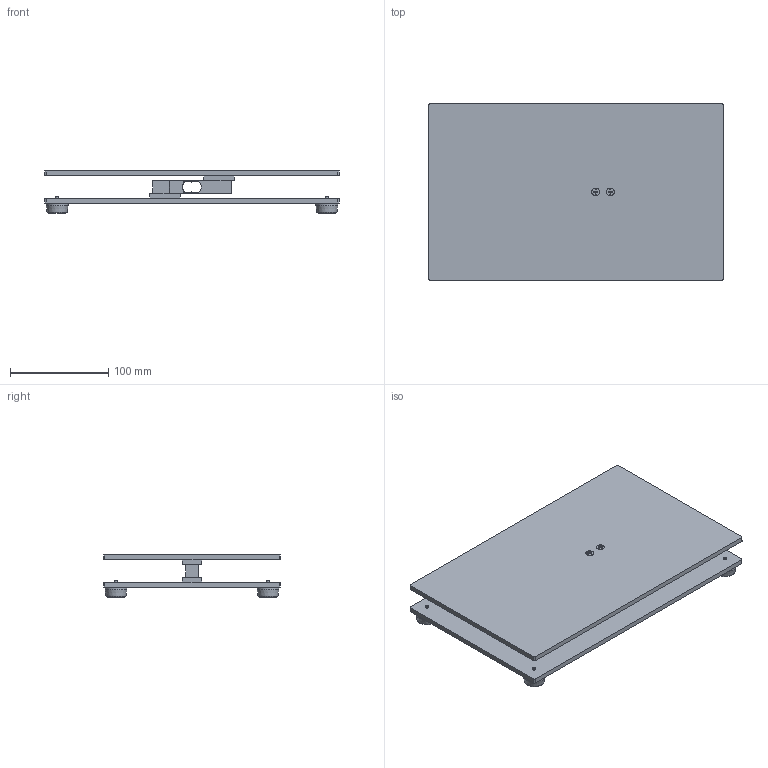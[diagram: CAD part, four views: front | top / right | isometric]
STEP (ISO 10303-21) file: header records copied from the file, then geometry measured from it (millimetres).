
FILE_DESCRIPTION(/* description */ (''),/* implementation_level */ '2;1');
FILE_NAME(/* name */ 'Coffee_Scale v5.step',/* time_stamp */ '2022-04-06T15:04:27+09:00',/* author */ (''),/* organization */ (''),/* preprocessor_version */ 'ST-DEVELOPER v18.1',/* originating_system */ 'Autodesk Translation Framework v10.14.0.1471',/* authorisation */ '');
FILE_SCHEMA (('AUTOMOTIVE_DESIGN { 1 0 10303 214 3 1 1 }'));
Length unit declared in the file: millimetre
Products named in the file (23): Coffee_Scale; W0-00-0000-0030-0000_SCiXfX; bottom_board; BKJ3-10_amaeTa; Load_Cell_2kg; W0-00-0000-0030-0000_SCiXfX_1; BKJ3-10_amaeTa_1; foot_rubber; BKJ3-10_amaeTa_2; BKJ3-10_amaeTa_3; BKJ3-10_amaeTa_4; W0-00-0000-0030-0000_SCiXfX_2; W0-00-0000-0030-0000_SCiXfX_3; W0-00-0000-0030-0000_SCiXfX_4; spacer_2; spacer_1; BFBJ5-20_AbgcMW; BFBJ5-20_AbgcMW_1; BFBJ5-20_AbgcMW_2; top_board; CSPCSZ-ST-M4-20_yCHKBj; CSPCSZ-ST-M4-20_yCHKBj_1; CSPCSZ-ST-M4-20_yCHKBj_2
Assembly tree (33 placements, depth 3):
  Coffee_Scale
    W0-00-0000-0030-0000_SCiXfX
      W0-00-0000-0030-0000_SCiXfX_4
    bottom_board
    foot_rubber  x4
    BKJ3-10_amaeTa
      BKJ3-10_amaeTa_4
    Load_Cell_2kg
    W0-00-0000-0030-0000_SCiXfX_1
      W0-00-0000-0030-0000_SCiXfX_4
    BKJ3-10_amaeTa_1
      BKJ3-10_amaeTa_4
    BKJ3-10_amaeTa_2
      BKJ3-10_amaeTa_4
    BKJ3-10_amaeTa_3
      BKJ3-10_amaeTa_4
    W0-00-0000-0030-0000_SCiXfX_2
      W0-00-0000-0030-0000_SCiXfX_4
    W0-00-0000-0030-0000_SCiXfX_3
      W0-00-0000-0030-0000_SCiXfX_4
    spacer_2
    spacer_1
    BFBJ5-20_AbgcMW
      BFBJ5-20_AbgcMW_2
    BFBJ5-20_AbgcMW_1
      BFBJ5-20_AbgcMW_2
    top_board
    CSPCSZ-ST-M4-20_yCHKBj
      CSPCSZ-ST-M4-20_yCHKBj_2
    CSPCSZ-ST-M4-20_yCHKBj_1
      CSPCSZ-ST-M4-20_yCHKBj_2
Bounding box: 300 x 180 x 42.9 mm (x, y, z)
Volume: 566351.8 mm3; surface area: 245284.3 mm2
Topology: 12 solids, 236 shells, 500 faces, 1634 edges, 1344 vertices
Faces by surface type: plane 220, cylinder 177, torus 55, cone 36, bspline 8, sphere 4
Full cylindrical faces by diameter (mm): 2.529 x4, 2.693 x4, 3 x4, 3.2 x8, 3.332 x4, 4.5 x4, 4.51 x2, 5 x2, 5.5 x4, 6.5 x4, 7 x4, 10 x2, 22.3 x4
Entity records: 9915 total; most frequent: CARTESIAN_POINT 2563, DIRECTION 1488, ORIENTED_EDGE 1095, EDGE_CURVE 728, VERTEX_POINT 585, AXIS2_PLACEMENT_3D 522, LINE 444, VECTOR 444
